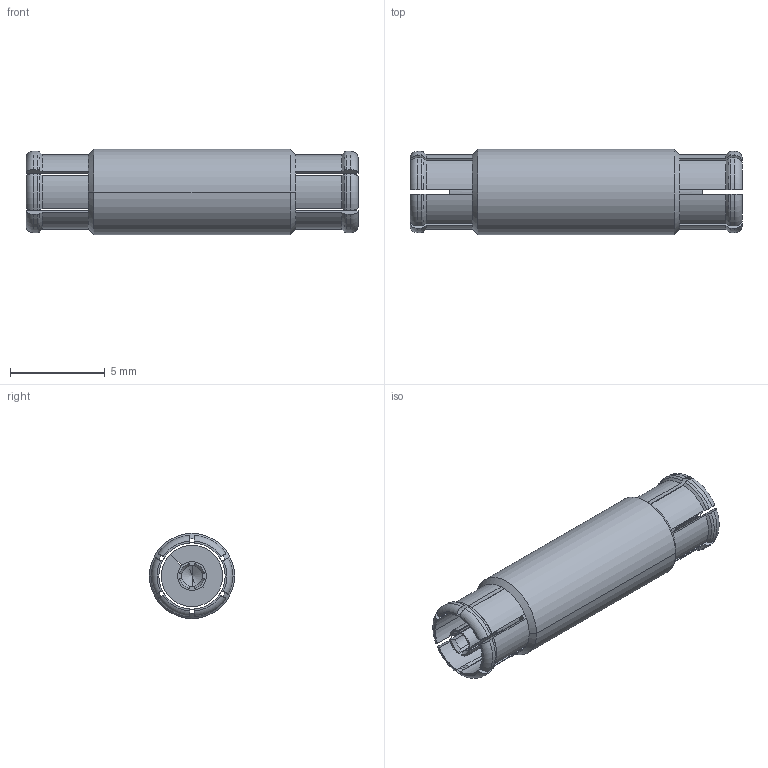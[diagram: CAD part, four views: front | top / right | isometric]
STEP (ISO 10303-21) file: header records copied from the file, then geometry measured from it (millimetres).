
FILE_DESCRIPTION((''),'2;1');
FILE_NAME('PSMP-FSBA-1755','2015-12-10T',('Rajagopal'),(''),'PRO/ENGINEER BY PARAMETRIC TECHNOLOGY CORPORATION, 2014440','PRO/ENGINEER BY PARAMETRIC TECHNOLOGY CORPORATION, 2014440','');
FILE_SCHEMA(('CONFIG_CONTROL_DESIGN'));
Length unit declared in the file: millimetre
Products named in the file (1): PSMP-FSBA-1755
Bounding box: 17.55 x 4.5 x 4.5 mm (x, y, z)
Surface area: 491.2 mm2 (no closed solid volume)
Topology: 0 solids, 5 shells, 128 faces, 470 edges, 322 vertices
Faces by surface type: cylinder 38, plane 38, cone 28, torus 24
Entity records: 5370 total; most frequent: CARTESIAN_POINT 1506, DIRECTION 820, ORIENTED_EDGE 724, EDGE_CURVE 466, VERTEX_POINT 322, AXIS2_PLACEMENT_3D 314, VECTOR 192, LINE 192
